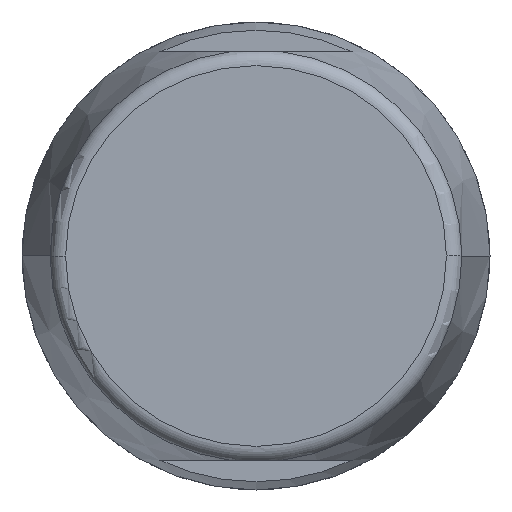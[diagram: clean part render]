
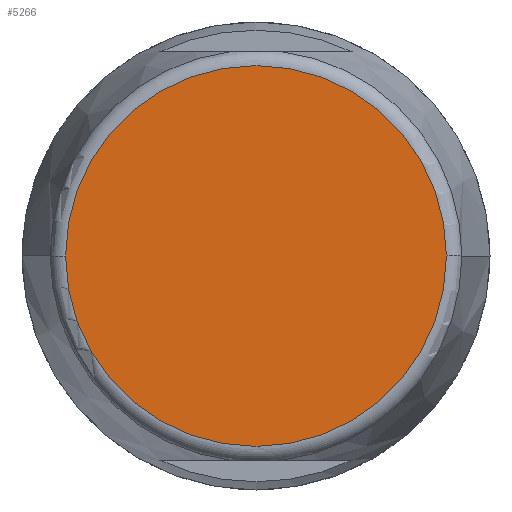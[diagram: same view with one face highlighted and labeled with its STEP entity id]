
A CAD part, left-side view. The second image highlights one B-rep face of the part: STEP entity #5266.
In plain terms, the highlighted planar face has unit normal (-1, 0, 0).
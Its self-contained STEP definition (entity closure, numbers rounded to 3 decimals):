
#2032=CARTESIAN_POINT('',(-50.27,0.,0.));
#2033=DIRECTION('',(1.,0.,0.));
#2034=DIRECTION('',(0.,1.,0.));
#2035=AXIS2_PLACEMENT_3D('',#2032,#2033,#2034);
#2076=CARTESIAN_POINT('',(-50.27,0.,0.));
#2077=DIRECTION('',(1.,0.,0.));
#2078=DIRECTION('',(0.,-1.,0.));
#2079=AXIS2_PLACEMENT_3D('',#2076,#2077,#2078);
#3257=CARTESIAN_POINT('',(-50.27,6.061,0.));
#3258=CARTESIAN_POINT('',(-50.27,-6.061,0.));
#3259=VERTEX_POINT('',#3257);
#3260=VERTEX_POINT('',#3258);
#5257=CARTESIAN_POINT('',(-50.27,0.,0.));
#5258=DIRECTION('',(-1.,0.,0.));
#5259=DIRECTION('',(0.,1.,0.));
#5260=AXIS2_PLACEMENT_3D('',#5257,#5258,#5259);
#5261=PLANE('',#5260);
#5262=ORIENTED_EDGE('',*,*,#5221,.T.);
#5263=ORIENTED_EDGE('',*,*,#5238,.T.);
#5264=EDGE_LOOP('',(#5262,#5263));
#5265=FACE_OUTER_BOUND('',#5264,.F.);
#5266=ADVANCED_FACE('',(#5265),#5261,.T.);
#2036=CIRCLE('',#2035,6.061);
#2080=CIRCLE('',#2079,6.061);
#5221=EDGE_CURVE('',#3259,#3260,#2036,.T.);
#5238=EDGE_CURVE('',#3260,#3259,#2080,.T.);
